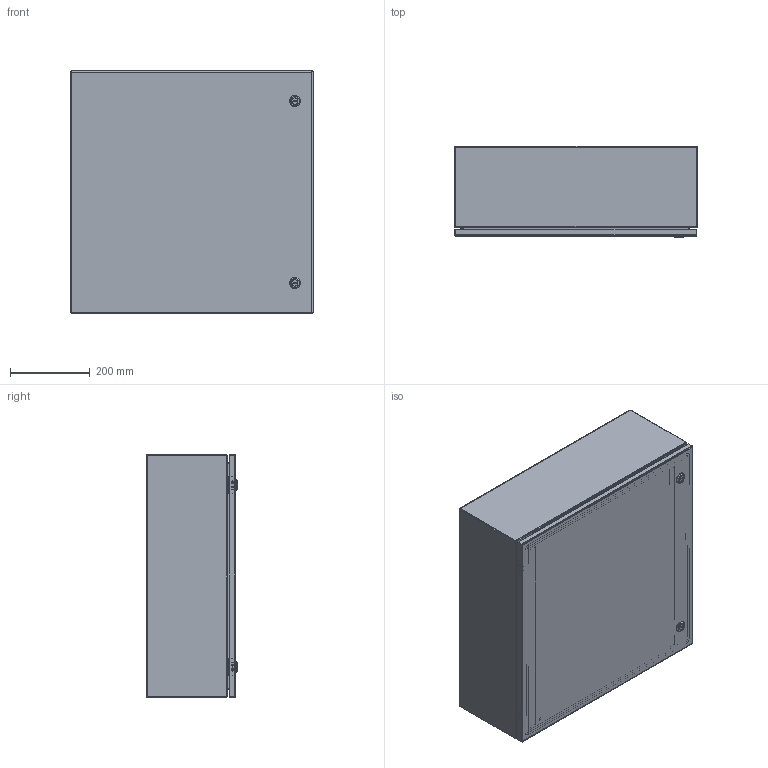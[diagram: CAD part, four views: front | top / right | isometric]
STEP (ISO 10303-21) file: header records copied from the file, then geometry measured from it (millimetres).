
FILE_DESCRIPTION (( 'STEP AP203' ), '1' );
FILE_NAME ('EN4SD24248LG_Default.step', '2019-11-14T20:55:54', ( '' ), ( '' ), 'SwSTEP 2.0', 'SolidWorks 2019', '' );
FILE_SCHEMA (( 'CONFIG_CONTROL_DESIGN' ));
Length unit declared in the file: inch
Products named in the file (1): EN4SD24248LG_Default
Bounding box: 609.6 x 228.52 x 609.6 mm (x, y, z)
Volume: 2686331.6 mm3; surface area: 2960918.8 mm2
Topology: 27 solids, 28 shells, 783 faces, 1843 edges, 1138 vertices
Faces by surface type: plane 386, cylinder 257, bspline 96, torus 24, cone 20
Entity records: 26254 total; most frequent: CARTESIAN_POINT 8573, ORIENTED_EDGE 3654, DIRECTION 3603, EDGE_CURVE 1827, AXIS2_PLACEMENT_3D 1252, VERTEX_POINT 1138, VECTOR 1099, LINE 1099
